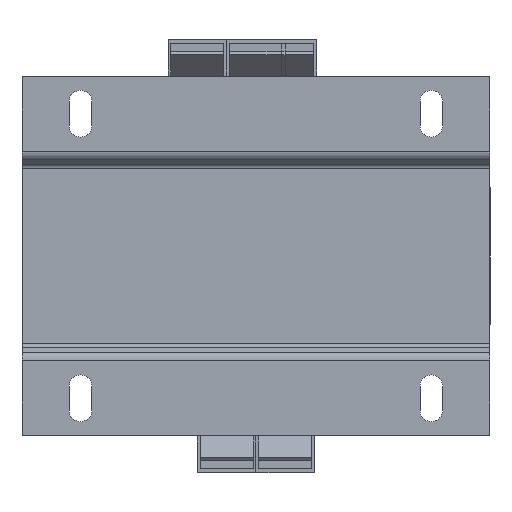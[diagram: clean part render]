
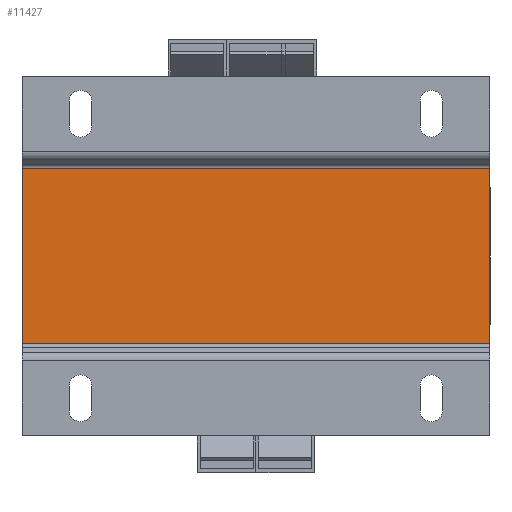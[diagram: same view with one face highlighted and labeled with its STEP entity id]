
A CAD part, front view. The second image highlights one B-rep face of the part: STEP entity #11427.
In plain terms, the highlighted planar face has unit normal (0, -1, 0).
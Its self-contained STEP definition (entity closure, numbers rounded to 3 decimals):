
#84 = AXIS2_PLACEMENT_3D ( 'NONE', #11995, #5860, #722 ) ;
#151 = EDGE_CURVE ( 'NONE', #3335, #1937, #4325, .T. ) ;
#203 = DIRECTION ( 'NONE',  ( -1., 0., 0. ) ) ;
#245 = CARTESIAN_POINT ( 'NONE',  ( 0., -51.5, 22.5 ) ) ;
#592 = CARTESIAN_POINT ( 'NONE',  ( 60., -51.5, 22.5 ) ) ;
#595 = CARTESIAN_POINT ( 'NONE',  ( -60., -51.5, 22.5 ) ) ;
#626 = DIRECTION ( 'NONE',  ( 0., 0., 1. ) ) ;
#681 = VERTEX_POINT ( 'NONE', #595 ) ;
#722 = DIRECTION ( 'NONE',  ( 1., 0., 0. ) ) ;
#875 = ORIENTED_EDGE ( 'NONE', *, *, #1049, .F. ) ;
#1049 = EDGE_CURVE ( 'NONE', #10833, #3335, #5905, .T. ) ;
#1232 = EDGE_CURVE ( 'NONE', #10833, #681, #5748, .T. ) ;
#1262 = CARTESIAN_POINT ( 'NONE',  ( -60., -51.5, -22.5 ) ) ;
#1607 = LINE ( 'NONE', #12923, #12846 ) ;
#1937 = VERTEX_POINT ( 'NONE', #1262 ) ;
#2770 = DIRECTION ( 'NONE',  ( -1., 0., 0. ) ) ;
#3269 = FACE_OUTER_BOUND ( 'NONE', #9122, .T. ) ;
#3326 = VECTOR ( 'NONE', #203, 1000. ) ;
#3335 = VERTEX_POINT ( 'NONE', #8062 ) ;
#4325 = LINE ( 'NONE', #12113, #9473 ) ;
#4593 = EDGE_CURVE ( 'NONE', #1937, #681, #1607, .T. ) ;
#4866 = ORIENTED_EDGE ( 'NONE', *, *, #1232, .T. ) ;
#5748 = LINE ( 'NONE', #245, #3326 ) ;
#5860 = DIRECTION ( 'NONE',  ( 0., 1., 0. ) ) ;
#5905 = LINE ( 'NONE', #10164, #12473 ) ;
#8062 = CARTESIAN_POINT ( 'NONE',  ( 60., -51.5, -22.5 ) ) ;
#8916 = PLANE ( 'NONE',  #84 ) ;
#9122 = EDGE_LOOP ( 'NONE', ( #11439, #875, #4866, #9896 ) ) ;
#9473 = VECTOR ( 'NONE', #2770, 1000. ) ;
#9896 = ORIENTED_EDGE ( 'NONE', *, *, #4593, .F. ) ;
#10164 = CARTESIAN_POINT ( 'NONE',  ( 60., -51.5, 46. ) ) ;
#10833 = VERTEX_POINT ( 'NONE', #592 ) ;
#10909 = DIRECTION ( 'NONE',  ( 0., 0., -1. ) ) ;
#11427 = ADVANCED_FACE ( 'NONE', ( #3269 ), #8916, .F. ) ;
#11439 = ORIENTED_EDGE ( 'NONE', *, *, #151, .F. ) ;
#11995 = CARTESIAN_POINT ( 'NONE',  ( 0., -51.5, 0. ) ) ;
#12113 = CARTESIAN_POINT ( 'NONE',  ( 0., -51.5, -22.5 ) ) ;
#12473 = VECTOR ( 'NONE', #10909, 1000. ) ;
#12846 = VECTOR ( 'NONE', #626, 1000. ) ;
#12923 = CARTESIAN_POINT ( 'NONE',  ( -60., -51.5, 46. ) ) ;
